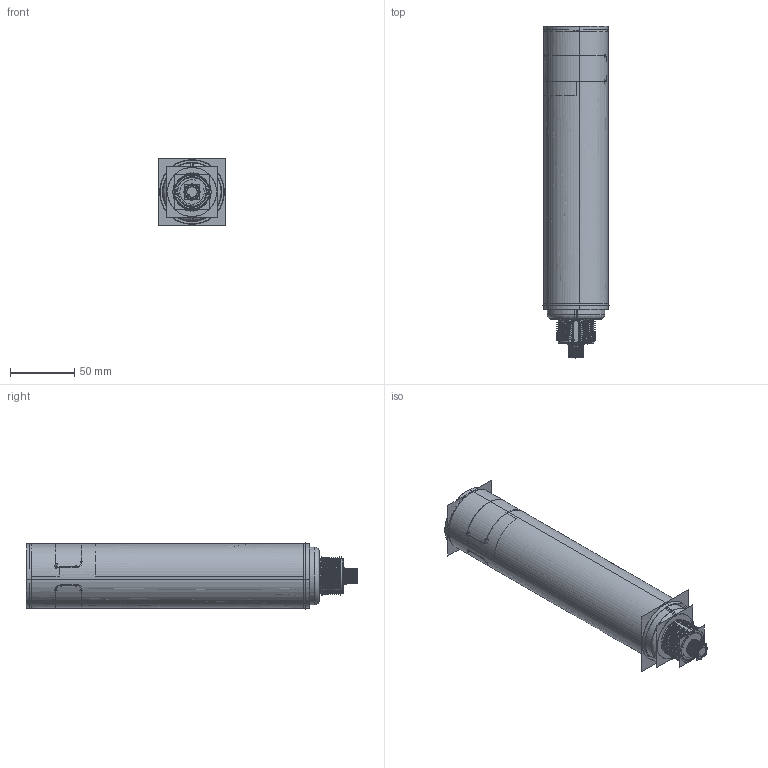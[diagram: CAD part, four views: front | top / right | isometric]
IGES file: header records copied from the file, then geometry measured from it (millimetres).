
Start section:  PTC IGES file: 212919_sm01.igs
Global section: file name: 212919_sm01.igs; native system: Creo Parametric by PTC Inc.; preprocessor: 2019292; author: PDMAdmin; organization: Unknown; date: 20220622.131316; units: millimetre
Bounding box: 52.52 x 258.9 x 52.52 mm (x, y, z)
Volume: 433848.6 mm3; surface area: 217362 mm2
Topology: 1 solids, 1 shells, 676 faces, 3416 edges, 4292 vertices
Faces by surface type: revolution 354, bspline 322
